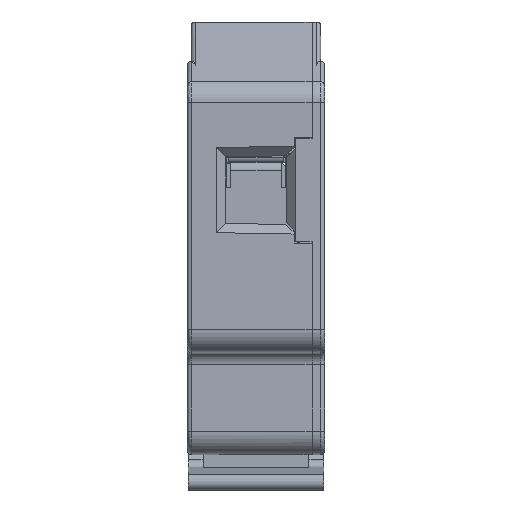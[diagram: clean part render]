
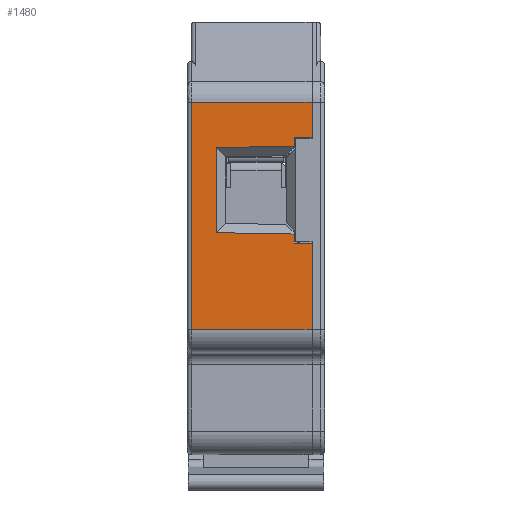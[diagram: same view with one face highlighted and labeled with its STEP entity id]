
A CAD part, left-side view. The second image highlights one B-rep face of the part: STEP entity #1480.
In plain terms, the highlighted planar face has unit normal (-1, 0, 0).
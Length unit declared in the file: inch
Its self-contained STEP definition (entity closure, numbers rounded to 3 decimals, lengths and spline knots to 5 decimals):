
#325 = ORIENTED_EDGE ( 'NONE', *, *, #129628, .T. ) ;
#1108 = VERTEX_POINT ( 'NONE', #47229 ) ;
#1480 = ADVANCED_FACE ( 'NONE', ( #44762 ), #142461, .T. ) ;
#3656 = EDGE_CURVE ( 'NONE', #52419, #67130, #74751, .T. ) ;
#5129 = CARTESIAN_POINT ( 'NONE',  ( -1.52559, -0.47244, -0.42705 ) ) ;
#10086 = DIRECTION ( 'NONE',  ( 0., 0., 1. ) ) ;
#10781 = EDGE_CURVE ( 'NONE', #132656, #23974, #67191, .T. ) ;
#16554 = VECTOR ( 'NONE', #72570, 39.37008 ) ;
#16952 = VERTEX_POINT ( 'NONE', #5129 ) ;
#17120 = ORIENTED_EDGE ( 'NONE', *, *, #20842, .T. ) ;
#19487 = EDGE_CURVE ( 'NONE', #100233, #16952, #74728, .T. ) ;
#20842 = EDGE_CURVE ( 'NONE', #57099, #16952, #108208, .T. ) ;
#23291 = CARTESIAN_POINT ( 'NONE',  ( -1.52559, -0.47244, 0. ) ) ;
#23478 = CARTESIAN_POINT ( 'NONE',  ( -1.52559, 0., -1.34685 ) ) ;
#23974 = VERTEX_POINT ( 'NONE', #25718 ) ;
#25718 = CARTESIAN_POINT ( 'NONE',  ( -1.52559, 0.04331, -0.20599 ) ) ;
#26228 = DIRECTION ( 'NONE',  ( 0., -1., 0. ) ) ;
#30721 = CARTESIAN_POINT ( 'NONE',  ( -1.52559, -0.08071, -1.46496 ) ) ;
#31704 = VECTOR ( 'NONE', #10086, 39.37008 ) ;
#33946 = ORIENTED_EDGE ( 'NONE', *, *, #90290, .F. ) ;
#34985 = VECTOR ( 'NONE', #112215, 39.37008 ) ;
#35335 = LINE ( 'NONE', #136311, #128080 ) ;
#35404 = DIRECTION ( 'NONE',  ( 0., 1., 0. ) ) ;
#38797 = EDGE_LOOP ( 'NONE', ( #17120, #43454, #151487, #39267, #33946, #52035, #100464, #325, #147549, #127895, #86710, #155090 ) ) ;
#39267 = ORIENTED_EDGE ( 'NONE', *, *, #156414, .T. ) ;
#42942 = DIRECTION ( 'NONE',  ( 0., -1., 0.017 ) ) ;
#43454 = ORIENTED_EDGE ( 'NONE', *, *, #19487, .F. ) ;
#43955 = VECTOR ( 'NONE', #42942, 39.37008 ) ;
#44762 = FACE_OUTER_BOUND ( 'NONE', #38797, .T. ) ;
#47229 = CARTESIAN_POINT ( 'NONE',  ( -1.52559, -0.56299, -0.20599 ) ) ;
#48718 = LINE ( 'NONE', #60479, #16554 ) ;
#48932 = CARTESIAN_POINT ( 'NONE',  ( -1.52559, -0.47244, -0.91339 ) ) ;
#52035 = ORIENTED_EDGE ( 'NONE', *, *, #10781, .F. ) ;
#52419 = VERTEX_POINT ( 'NONE', #60304 ) ;
#54060 = VERTEX_POINT ( 'NONE', #48932 ) ;
#57099 = VERTEX_POINT ( 'NONE', #146296 ) ;
#58366 = DIRECTION ( 'NONE',  ( -1., 0., 0. ) ) ;
#58601 = LINE ( 'NONE', #62753, #119056 ) ;
#60304 = CARTESIAN_POINT ( 'NONE',  ( -1.52559, -0.47244, -0.86822 ) ) ;
#60479 = CARTESIAN_POINT ( 'NONE',  ( -1.52559, -0.47244, 0. ) ) ;
#62753 = CARTESIAN_POINT ( 'NONE',  ( -1.52559, 0.06906, -0.20599 ) ) ;
#63343 = LINE ( 'NONE', #30721, #156133 ) ;
#67130 = VERTEX_POINT ( 'NONE', #80310 ) ;
#67191 = LINE ( 'NONE', #124450, #34985 ) ;
#67894 = EDGE_CURVE ( 'NONE', #52419, #54060, #48718, .T. ) ;
#68473 = VECTOR ( 'NONE', #35404, 39.37008 ) ;
#71889 = LINE ( 'NONE', #72737, #132468 ) ;
#72570 = DIRECTION ( 'NONE',  ( 0., 0., -1. ) ) ;
#72737 = CARTESIAN_POINT ( 'NONE',  ( -1.52559, -0.56299, -1.46496 ) ) ;
#74314 = DIRECTION ( 'NONE',  ( 0., 0., 1. ) ) ;
#74728 = LINE ( 'NONE', #23291, #135311 ) ;
#74751 = LINE ( 'NONE', #134185, #106947 ) ;
#76860 = VECTOR ( 'NONE', #120161, 39.37008 ) ;
#77619 = CARTESIAN_POINT ( 'NONE',  ( -1.52559, 0.04331, -1.34685 ) ) ;
#80310 = CARTESIAN_POINT ( 'NONE',  ( -1.52559, -0.08071, -0.86139 ) ) ;
#81706 = EDGE_CURVE ( 'NONE', #100233, #134695, #35335, .T. ) ;
#83087 = EDGE_CURVE ( 'NONE', #105480, #54060, #100599, .T. ) ;
#83503 = CARTESIAN_POINT ( 'NONE',  ( -1.52559, 0., -0.91339 ) ) ;
#86710 = ORIENTED_EDGE ( 'NONE', *, *, #3656, .T. ) ;
#87934 = CARTESIAN_POINT ( 'NONE',  ( -1.52559, -0.47244, -0.38189 ) ) ;
#90290 = EDGE_CURVE ( 'NONE', #23974, #1108, #58601, .T. ) ;
#94251 = VERTEX_POINT ( 'NONE', #139192 ) ;
#95239 = CARTESIAN_POINT ( 'NONE',  ( -1.52559, -0.56299, -1.46496 ) ) ;
#99332 = AXIS2_PLACEMENT_3D ( 'NONE', #130805, #58366, #142970 ) ;
#100157 = CARTESIAN_POINT ( 'NONE',  ( -1.52559, -0.56299, -0.38189 ) ) ;
#100233 = VERTEX_POINT ( 'NONE', #87934 ) ;
#100464 = ORIENTED_EDGE ( 'NONE', *, *, #124053, .T. ) ;
#100599 = LINE ( 'NONE', #83503, #68473 ) ;
#102641 = CARTESIAN_POINT ( 'NONE',  ( -1.52559, -0.08071, -0.43389 ) ) ;
#103626 = DIRECTION ( 'NONE',  ( 0., 0., 1. ) ) ;
#105480 = VERTEX_POINT ( 'NONE', #125953 ) ;
#106947 = VECTOR ( 'NONE', #145769, 39.37008 ) ;
#107367 = DIRECTION ( 'NONE',  ( 0., 0., -1. ) ) ;
#108208 = LINE ( 'NONE', #102641, #43955 ) ;
#112215 = DIRECTION ( 'NONE',  ( 0., 0., 1. ) ) ;
#119056 = VECTOR ( 'NONE', #26228, 39.37008 ) ;
#120161 = DIRECTION ( 'NONE',  ( 0., -1., 0. ) ) ;
#124053 = EDGE_CURVE ( 'NONE', #132656, #94251, #141291, .T. ) ;
#124387 = LINE ( 'NONE', #95239, #31704 ) ;
#124450 = CARTESIAN_POINT ( 'NONE',  ( -1.52559, 0.04331, -1.35281 ) ) ;
#125953 = CARTESIAN_POINT ( 'NONE',  ( -1.52559, -0.56299, -0.91339 ) ) ;
#127895 = ORIENTED_EDGE ( 'NONE', *, *, #67894, .F. ) ;
#128080 = VECTOR ( 'NONE', #148418, 39.37008 ) ;
#129628 = EDGE_CURVE ( 'NONE', #94251, #105480, #71889, .T. ) ;
#130805 = CARTESIAN_POINT ( 'NONE',  ( -1.52559, 0., -1.46496 ) ) ;
#132468 = VECTOR ( 'NONE', #74314, 39.37008 ) ;
#132656 = VERTEX_POINT ( 'NONE', #77619 ) ;
#134185 = CARTESIAN_POINT ( 'NONE',  ( -1.52559, -0.47244, -0.86822 ) ) ;
#134695 = VERTEX_POINT ( 'NONE', #100157 ) ;
#135311 = VECTOR ( 'NONE', #107367, 39.37008 ) ;
#136311 = CARTESIAN_POINT ( 'NONE',  ( -1.52559, 0., -0.38189 ) ) ;
#138729 = EDGE_CURVE ( 'NONE', #67130, #57099, #63343, .T. ) ;
#139192 = CARTESIAN_POINT ( 'NONE',  ( -1.52559, -0.56299, -1.34685 ) ) ;
#141291 = LINE ( 'NONE', #23478, #76860 ) ;
#142461 = PLANE ( 'NONE',  #99332 ) ;
#142970 = DIRECTION ( 'NONE',  ( 0., 0., 1. ) ) ;
#145769 = DIRECTION ( 'NONE',  ( 0., 1., 0.017 ) ) ;
#146296 = CARTESIAN_POINT ( 'NONE',  ( -1.52559, -0.08071, -0.43389 ) ) ;
#147549 = ORIENTED_EDGE ( 'NONE', *, *, #83087, .T. ) ;
#148418 = DIRECTION ( 'NONE',  ( 0., -1., 0. ) ) ;
#151487 = ORIENTED_EDGE ( 'NONE', *, *, #81706, .T. ) ;
#155090 = ORIENTED_EDGE ( 'NONE', *, *, #138729, .T. ) ;
#156133 = VECTOR ( 'NONE', #103626, 39.37008 ) ;
#156414 = EDGE_CURVE ( 'NONE', #134695, #1108, #124387, .T. ) ;
